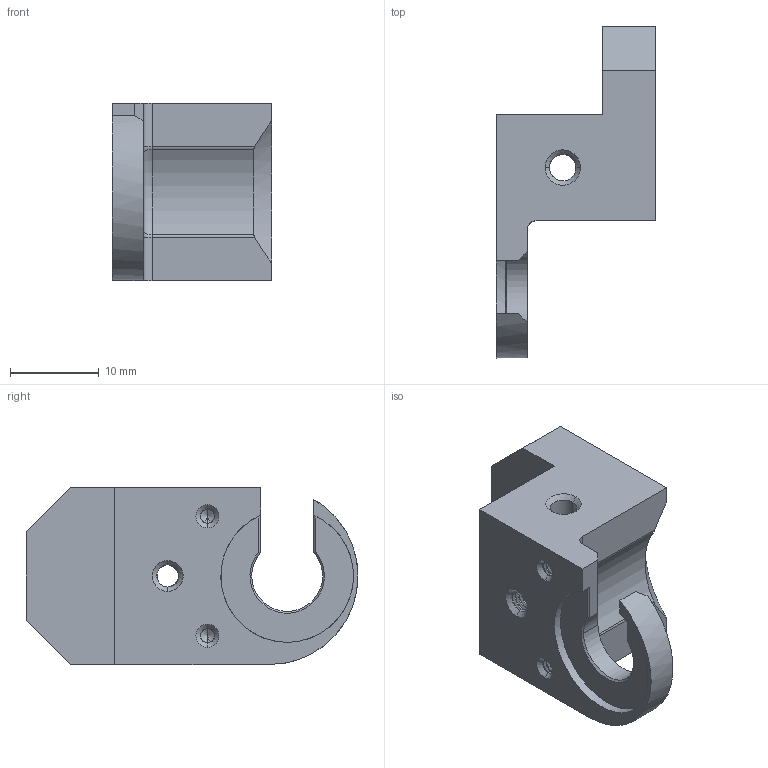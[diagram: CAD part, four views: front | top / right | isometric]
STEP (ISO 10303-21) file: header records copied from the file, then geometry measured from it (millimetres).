
FILE_DESCRIPTION (( 'STEP AP214' ), '1' );
FILE_NAME ('P00025P02sv01.STEP', '2019-09-26T09:16:22', ( '' ), ( '' ), 'SwSTEP 2.0', 'SolidWorks 2018', '' );
FILE_SCHEMA (( 'AUTOMOTIVE_DESIGN' ));
Length unit declared in the file: millimetre
Products named in the file (2): P00025P02sv01
Bounding box: 18 x 37.5 x 20 mm (x, y, z)
Volume: 5295 mm3; surface area: 3224.4 mm2
Topology: 1 solids, 1 shells, 231 faces, 628 edges, 402 vertices
Faces by surface type: cylinder 139, bspline 46, plane 25, cone 18, torus 3
Entity records: 44694 total; most frequent: CARTESIAN_POINT 38924, ORIENTED_EDGE 1248, DIRECTION 699, EDGE_CURVE 624, VERTEX_POINT 402, AXIS2_PLACEMENT_3D 246, EDGE_LOOP 244, ADVANCED_FACE 231
